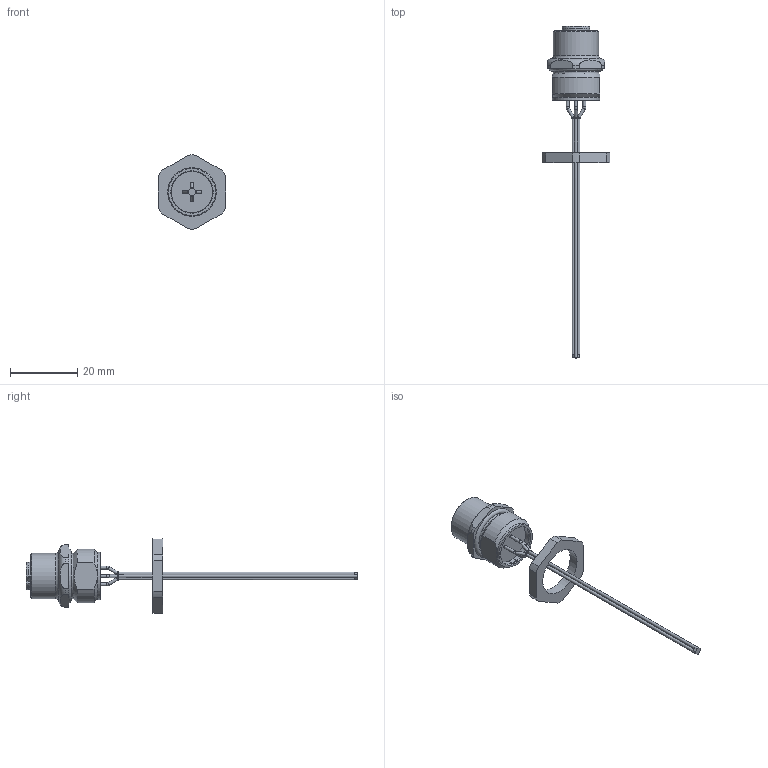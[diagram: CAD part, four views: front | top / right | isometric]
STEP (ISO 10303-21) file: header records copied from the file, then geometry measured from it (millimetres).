
FILE_DESCRIPTION(/* description */ (''),/* implementation_level */ '2;1');
FILE_NAME(/* name */ '100619132ugm000_a.stp',/* time_stamp */ '2015-05-12T15:41:00+02:00',/* author */ (''),/* organization */ (''),/* preprocessor_version */ 'ST-DEVELOPER v15',/* originating_system */ 'SIEMENS PLM Software NX 8.5',/* authorisation */ '');
FILE_SCHEMA (('AUTOMOTIVE_DESIGN { 1 0 10303 214 3 1 1 1 }'));
Length unit declared in the file: millimetre
Products named in the file (2): 21010000010-B-Kontermutter_M16x1.5; 100619132ugm000_a
Assembly tree (1 placements, depth 2):
  100619132ugm000_a
    21010000010-B-Kontermutter_M16x1.5
Bounding box: 20 x 98.6 x 21.99 mm (x, y, z)
Volume: 3690.9 mm3; surface area: 3767.8 mm2
Topology: 2 solids, 2 shells, 227 faces, 592 edges, 386 vertices
Faces by surface type: plane 103, cylinder 85, cone 25, bspline 8, torus 6
Full cylindrical faces by diameter (mm): 0.9 x12, 1.25 x4, 1.95 x4, 10.92 x1, 12 x1, 13.5 x2, 14 x1, 14.38 x1
Entity records: 8567 total; most frequent: CARTESIAN_POINT 1602, DIRECTION 1119, ORIENTED_EDGE 1030, EDGE_CURVE 515, AXIS2_PLACEMENT_3D 415, VERTEX_POINT 360, EDGE_LOOP 303, LINE 289
